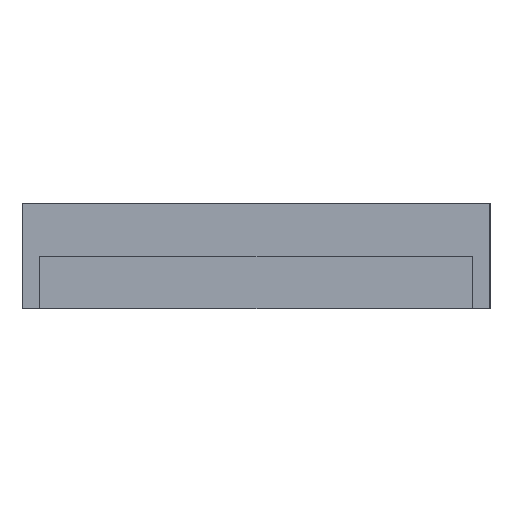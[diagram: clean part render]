
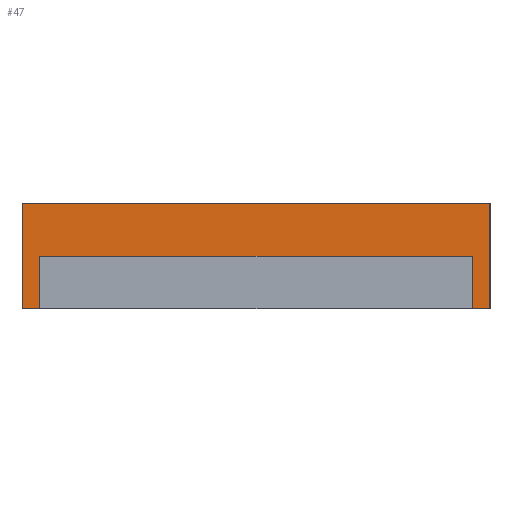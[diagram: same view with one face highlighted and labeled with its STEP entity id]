
A CAD part, left-side view. The second image highlights one B-rep face of the part: STEP entity #47.
In plain terms, the highlighted planar face has unit normal (-1, 0, 0).
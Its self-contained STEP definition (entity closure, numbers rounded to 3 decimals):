
#47 = ADVANCED_FACE('',(#48),#114,.F.);
#48 = FACE_BOUND('',#49,.F.);
#49 = EDGE_LOOP('',(#50,#60,#68,#76,#84,#92,#100,#108));
#50 = ORIENTED_EDGE('',*,*,#51,.F.);
#51 = EDGE_CURVE('',#52,#54,#56,.T.);
#52 = VERTEX_POINT('',#53);
#53 = CARTESIAN_POINT('',(0.,0.,1.8));
#54 = VERTEX_POINT('',#55);
#55 = CARTESIAN_POINT('',(0.,8.,1.8));
#56 = LINE('',#57,#58);
#57 = CARTESIAN_POINT('',(0.,0.,1.8));
#58 = VECTOR('',#59,1.);
#59 = DIRECTION('',(0.,1.,0.));
#60 = ORIENTED_EDGE('',*,*,#61,.F.);
#61 = EDGE_CURVE('',#62,#52,#64,.T.);
#62 = VERTEX_POINT('',#63);
#63 = CARTESIAN_POINT('',(0.,0.,0.));
#64 = LINE('',#65,#66);
#65 = CARTESIAN_POINT('',(0.,0.,0.));
#66 = VECTOR('',#67,1.);
#67 = DIRECTION('',(0.,0.,1.));
#68 = ORIENTED_EDGE('',*,*,#69,.T.);
#69 = EDGE_CURVE('',#62,#70,#72,.T.);
#70 = VERTEX_POINT('',#71);
#71 = CARTESIAN_POINT('',(0.,0.3,0.));
#72 = LINE('',#73,#74);
#73 = CARTESIAN_POINT('',(0.,0.,0.));
#74 = VECTOR('',#75,1.);
#75 = DIRECTION('',(0.,1.,0.));
#76 = ORIENTED_EDGE('',*,*,#77,.T.);
#77 = EDGE_CURVE('',#70,#78,#80,.T.);
#78 = VERTEX_POINT('',#79);
#79 = CARTESIAN_POINT('',(0.,0.3,0.9));
#80 = LINE('',#81,#82);
#81 = CARTESIAN_POINT('',(0.,0.3,-0.05));
#82 = VECTOR('',#83,1.);
#83 = DIRECTION('',(0.,0.,1.));
#84 = ORIENTED_EDGE('',*,*,#85,.F.);
#85 = EDGE_CURVE('',#86,#78,#88,.T.);
#86 = VERTEX_POINT('',#87);
#87 = CARTESIAN_POINT('',(0.,7.7,0.9));
#88 = LINE('',#89,#90);
#89 = CARTESIAN_POINT('',(0.,0.15,0.9));
#90 = VECTOR('',#91,1.);
#91 = DIRECTION('',(0.,-1.,0.));
#92 = ORIENTED_EDGE('',*,*,#93,.F.);
#93 = EDGE_CURVE('',#94,#86,#96,.T.);
#94 = VERTEX_POINT('',#95);
#95 = CARTESIAN_POINT('',(0.,7.7,0.));
#96 = LINE('',#97,#98);
#97 = CARTESIAN_POINT('',(0.,7.7,-0.05));
#98 = VECTOR('',#99,1.);
#99 = DIRECTION('',(0.,0.,1.));
#100 = ORIENTED_EDGE('',*,*,#101,.T.);
#101 = EDGE_CURVE('',#94,#102,#104,.T.);
#102 = VERTEX_POINT('',#103);
#103 = CARTESIAN_POINT('',(0.,8.,0.));
#104 = LINE('',#105,#106);
#105 = CARTESIAN_POINT('',(0.,0.,0.));
#106 = VECTOR('',#107,1.);
#107 = DIRECTION('',(0.,1.,0.));
#108 = ORIENTED_EDGE('',*,*,#109,.T.);
#109 = EDGE_CURVE('',#102,#54,#110,.T.);
#110 = LINE('',#111,#112);
#111 = CARTESIAN_POINT('',(0.,8.,0.));
#112 = VECTOR('',#113,1.);
#113 = DIRECTION('',(0.,0.,1.));
#114 = PLANE('',#115);
#115 = AXIS2_PLACEMENT_3D('',#116,#117,#118);
#116 = CARTESIAN_POINT('',(0.,0.,0.));
#117 = DIRECTION('',(1.,0.,0.));
#118 = DIRECTION('',(0.,0.,1.));
